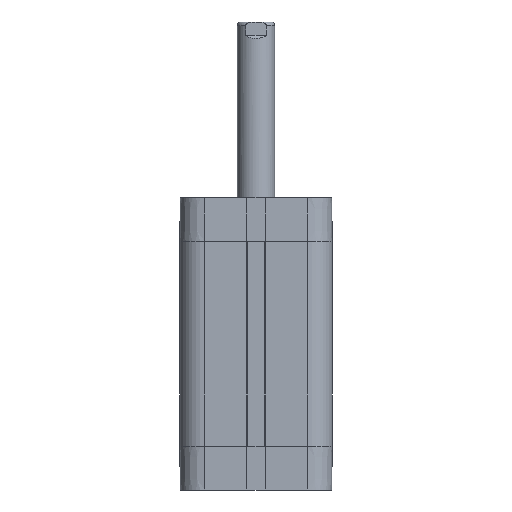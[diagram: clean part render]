
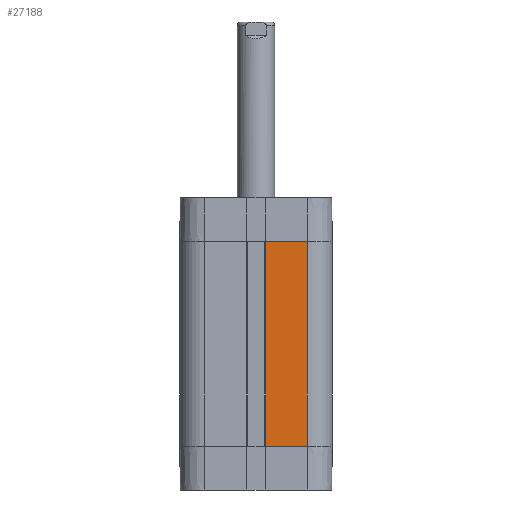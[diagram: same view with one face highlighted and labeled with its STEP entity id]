
A CAD part, left-side view. The second image highlights one B-rep face of the part: STEP entity #27188.
In plain terms, the highlighted planar face has unit normal (-1, 0, 0).
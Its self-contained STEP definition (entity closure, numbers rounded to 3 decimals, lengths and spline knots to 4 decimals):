
#1280=PLANE($,#28358);
#3392=LINE($,#54695,#5431);
#3427=LINE($,#54824,#5466);
#3429=LINE($,#54830,#5468);
#3430=LINE($,#54831,#5469);
#5431=VECTOR($,#32434,1.34);
#5466=VECTOR($,#32541,6.58);
#5468=VECTOR($,#32547,6.58);
#5469=VECTOR($,#32548,1.34);
#7192=FACE_OUTER_BOUND($,#8887,.T.);
#8887=EDGE_LOOP($,(#25251,#25252,#25253,#25254));
#13487=VERTEX_POINT($,#54692);
#13488=VERTEX_POINT($,#54694);
#13546=VERTEX_POINT($,#54823);
#13548=VERTEX_POINT($,#54829);
#17409=EDGE_CURVE($,#13487,#13488,#3392,.T.);
#17474=EDGE_CURVE($,#13488,#13546,#3427,.T.);
#17477=EDGE_CURVE($,#13487,#13548,#3429,.T.);
#17478=EDGE_CURVE($,#13548,#13546,#3430,.T.);
#25251=ORIENTED_EDGE($,*,*,#17474,.F.);
#25252=ORIENTED_EDGE($,*,*,#17409,.F.);
#25253=ORIENTED_EDGE($,*,*,#17477,.T.);
#25254=ORIENTED_EDGE($,*,*,#17478,.T.);
#27188=ADVANCED_FACE($,(#7192),#1280,.T.);
#28358=AXIS2_PLACEMENT_3D($,#54828,#32545,#32546);
#32434=DIRECTION($,(0.,1.,0.));
#32541=DIRECTION($,(0.,0.,1.));
#32545=DIRECTION('center_axis',(-1.,0.,0.));
#32546=DIRECTION('ref_axis',(0.,0.,-1.));
#32547=DIRECTION($,(0.,0.,1.));
#32548=DIRECTION($,(0.,1.,0.));
#54692=CARTESIAN_POINT('',(-2.45,-1.65,-6.34));
#54694=CARTESIAN_POINT('',(-2.45,-0.31,-6.34));
#54695=CARTESIAN_POINT($,(-2.45,-1.65,-6.34));
#54823=CARTESIAN_POINT('',(-2.45,-0.31,0.24));
#54824=CARTESIAN_POINT($,(-2.45,-0.31,-6.34));
#54828=CARTESIAN_POINT('Origin',(-2.45,-1.65,-6.34));
#54829=CARTESIAN_POINT('',(-2.45,-1.65,0.24));
#54830=CARTESIAN_POINT($,(-2.45,-1.65,-6.34));
#54831=CARTESIAN_POINT($,(-2.45,-1.65,0.24));
